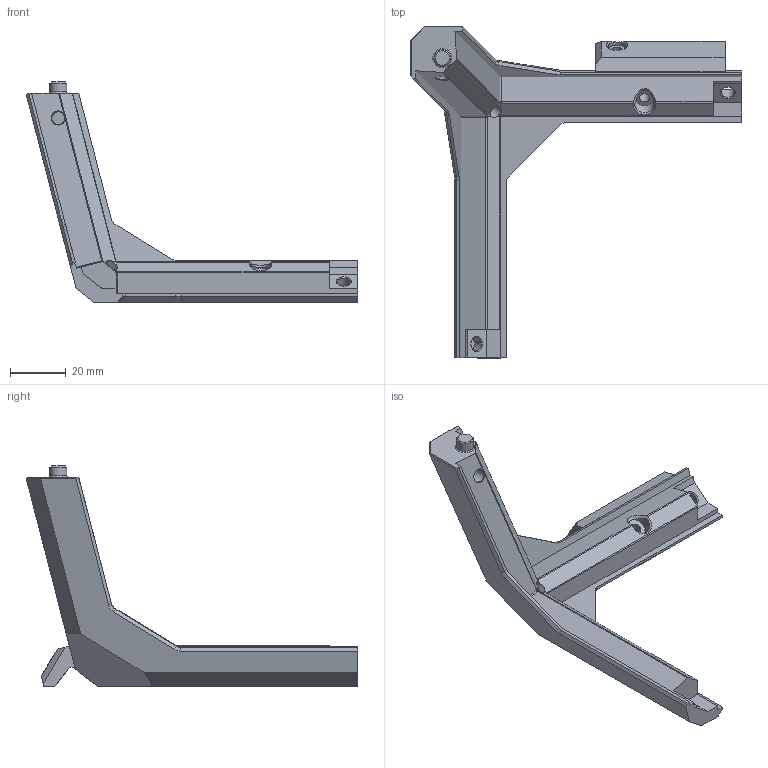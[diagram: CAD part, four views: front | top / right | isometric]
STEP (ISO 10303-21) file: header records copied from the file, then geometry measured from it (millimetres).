
FILE_DESCRIPTION(('HOOPS Exchange Step'),'2;1');
FILE_NAME('temp_export','2020-11-04T15:26:50-06:00',('mobile'),('Shapr3D Limited'),'HOOPS Exchange 2020.2','Shapr3D','Authorized');
FILE_SCHEMA( ('AP203_CONFIGURATION_CONTROLLED_3D_DESIGN_OF_MECHANICAL_PARTS_AND_ASSEMBLIES_MIM_LF') );
Length unit declared in the file: millimetre
Products named in the file (1): Top Hat Mod Right
Bounding box: 119.03 x 119.03 x 79 mm (x, y, z)
Volume: 51050.6 mm3; surface area: 18364.9 mm2
Topology: 1 solids, 1 shells, 126 faces, 352 edges, 230 vertices
Faces by surface type: plane 69, cylinder 25, bspline 22, cone 7, offset 1, extrusion 1, torus 1
Full cylindrical faces by diameter (mm): 4.6 x4, 6 x1, 7 x1
Entity records: 6388 total; most frequent: CARTESIAN_POINT 3327, ORIENTED_EDGE 704, DIRECTION 531, EDGE_CURVE 352, VERTEX_POINT 230, VECTOR 211, LINE 209, AXIS2_PLACEMENT_3D 160
